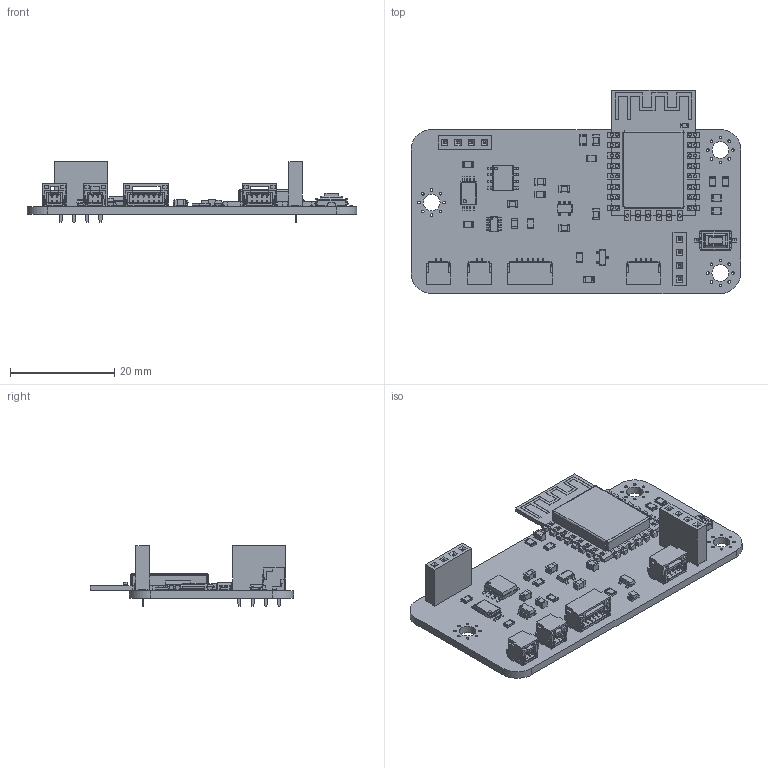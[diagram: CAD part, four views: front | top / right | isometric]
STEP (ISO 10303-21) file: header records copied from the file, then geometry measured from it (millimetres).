
FILE_DESCRIPTION(('KiCad electronic assembly'),'2;1');
FILE_NAME('WLM_NODE1.step','2026-01-04T21:12:57',('Pcbnew'),('Kicad'), 'Open CASCADE STEP processor 7.5','KiCad to STEP converter','Unknown' );
FILE_SCHEMA(('AUTOMOTIVE_DESIGN { 1 0 10303 214 1 1 1 1 }'));
Length unit declared in the file: millimetre
Products named in the file (19): WLM_NODE1 1; R_0805_2012Metric; C_0805_2012Metric; JST_SH_SM06B-SRSS-TB_1x06-1MP_P1.00mm_Horizontal; JST_GH_SM06B-GHS-TB_1x06-1MP_P1.25mm_Horizontal; RT9080-33GJ5; LED_0805_2012Metric; SI2301CDS-T1-GE3; FS8205A--3DModel-STEP-56544; TP4056; JST_SH_SM02B-SRSS-TB_1x02-1MP_P1.00mm_Horizontal; JST_GH_SM02B-GHS-TB_1x02-1MP_P1.25mm_Horizontal; PinSocket_1x04_P2.54mm_Vertical; SOT-23-6; SW_Tactile_SPST_NO_Straight_CK_PTS636Sx25SMTRLFS; ESP-12F; JST_SH_SM04B-SRSS-TB_1x04-1MP_P1.00mm_Horizontal; JST_GH_SM04B-GHS-TB_1x04-1MP_P1.25mm_Horizontal; WLM_NODE1_PCB
Assembly tree (37 placements, depth 2):
  WLM_NODE1 1
    R_0805_2012Metric  x11
    C_0805_2012Metric  x7
    JST_SH_SM06B-SRSS-TB_1x06-1MP_P1.00mm_Horizontal
    JST_GH_SM06B-GHS-TB_1x06-1MP_P1.25mm_Horizontal
    RT9080-33GJ5
    LED_0805_2012Metric
    SI2301CDS-T1-GE3
    FS8205A--3DModel-STEP-56544
    TP4056
    JST_SH_SM02B-SRSS-TB_1x02-1MP_P1.00mm_Horizontal  x2
    JST_GH_SM02B-GHS-TB_1x02-1MP_P1.25mm_Horizontal  x2
    PinSocket_1x04_P2.54mm_Vertical  x2
    SOT-23-6
    SW_Tactile_SPST_NO_Straight_CK_PTS636Sx25SMTRLFS
    ESP-12F
    JST_SH_SM04B-SRSS-TB_1x04-1MP_P1.00mm_Horizontal
    JST_GH_SM04B-GHS-TB_1x04-1MP_P1.25mm_Horizontal
    WLM_NODE1_PCB
Bounding box: 63.2 x 38.97 x 11.6 mm (x, y, z)
Volume: 4255.1 mm3; surface area: 8851.3 mm2
Topology: 96 solids, 96 shells, 3159 faces, 8375 edges, 5485 vertices
Faces by surface type: plane 1866, bspline 778, cylinder 507, sphere 8
Full cylindrical faces by diameter (mm): 0.35 x6, 0.5 x24, 1 x8, 3.2 x3
Entity records: 72494 total; most frequent: CARTESIAN_POINT 16908, ORIENTED_EDGE 12752, DIRECTION 8934, EDGE_CURVE 6376, VERTEX_POINT 4179, LINE 3904, VECTOR 3904, FACE_BOUND 2629
